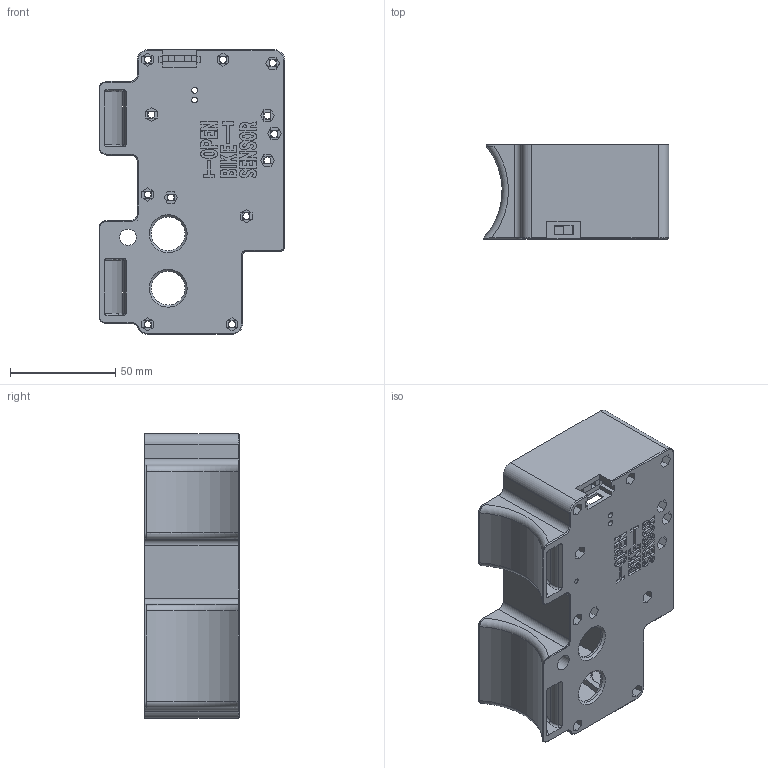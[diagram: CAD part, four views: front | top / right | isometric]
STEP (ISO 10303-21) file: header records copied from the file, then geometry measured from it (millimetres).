
FILE_DESCRIPTION(/* description */ (''),/* implementation_level */ '2;1');
FILE_NAME(/* name */ 'Case_Mainpart_CableLock_easyPrint.step',/* time_stamp */ '2020-09-19T00:55:59+02:00',/* author */ (''),/* organization */ (''),/* preprocessor_version */ 'ST-DEVELOPER v18.1',/* originating_system */ 'Autodesk Translation Framework v9.3.0.1241',/* authorisation */ '');
FILE_SCHEMA (('AUTOMOTIVE_DESIGN { 1 0 10303 214 3 1 1 }'));
Length unit declared in the file: millimetre
Products named in the file (1): OBS-C-001-V1
Bounding box: 87.99 x 44.75 x 135 mm (x, y, z)
Volume: 114790.7 mm3; surface area: 71899.8 mm2
Topology: 1 solids, 1 shells, 832 faces, 2325 edges, 1513 vertices
Faces by surface type: plane 609, bspline 115, cylinder 71, torus 24, cone 13
Full cylindrical faces by diameter (mm): 2.7 x2, 2.8 x2, 3.1 x1, 3.2 x1, 3.3 x11, 6 x1, 6.5 x1, 7.8 x1, 9 x1, 12 x1, 16 x2
Entity records: 27447 total; most frequent: CARTESIAN_POINT 6769, ORIENTED_EDGE 4650, DIRECTION 3781, EDGE_CURVE 2325, LINE 1841, VECTOR 1841, VERTEX_POINT 1513, AXIS2_PLACEMENT_3D 970
